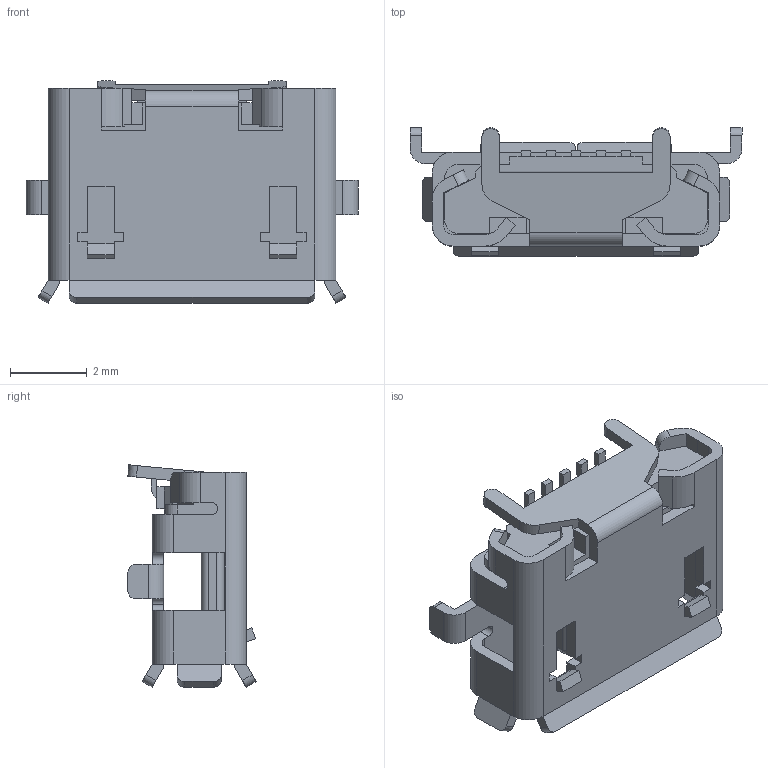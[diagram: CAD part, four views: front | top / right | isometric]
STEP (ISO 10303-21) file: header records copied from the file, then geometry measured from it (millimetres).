
FILE_DESCRIPTION(('STEP AP242'),'1');
FILE_NAME('0475891001.stp','2024-06-18T16:00:10',('TraceParts'),('TraceParts S.A.'),'Spatial InterOp 3D',' ',' ');
FILE_SCHEMA(('AP242_MANAGED_MODEL_BASED_3D_ENGINEERING_MIM_LF {1 0 10303 442 1 1 4}'));
Length unit declared in the file: millimetre
Products named in the file (1): 0475891001_1
Bounding box: 8.65 x 3.34 x 5.79 mm (x, y, z)
Volume: 45.1 mm3; surface area: 273.4 mm2
Topology: 1 solids, 11 shells, 409 faces, 1192 edges, 858 vertices
Faces by surface type: plane 297, cylinder 108, sphere 4
Entity records: 13409 total; most frequent: CARTESIAN_POINT 2435, ORIENTED_EDGE 2248, DIRECTION 2223, EDGE_CURVE 1124, LINE 939, VECTOR 939, VERTEX_POINT 730, AXIS2_PLACEMENT_3D 642
